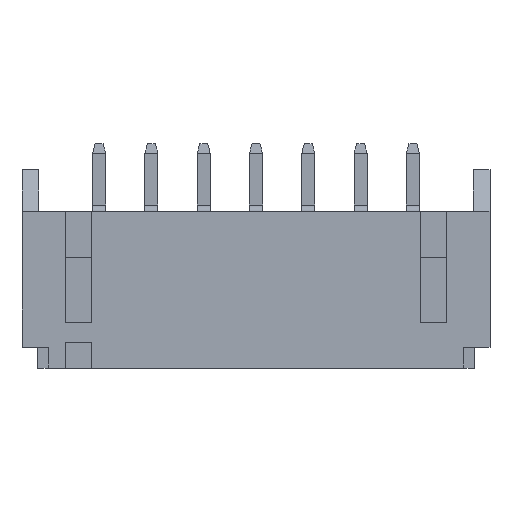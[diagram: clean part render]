
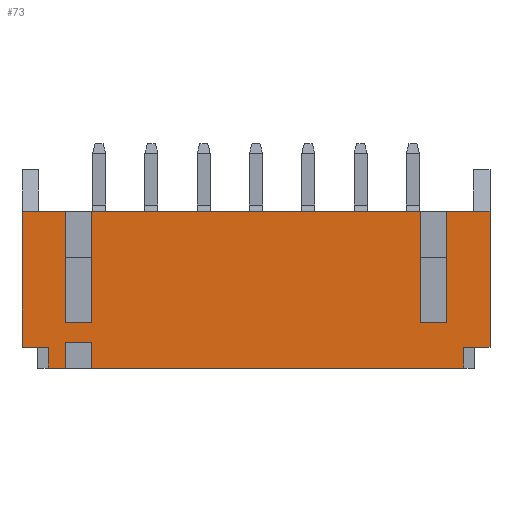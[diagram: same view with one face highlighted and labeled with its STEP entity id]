
A CAD part, top view. The second image highlights one B-rep face of the part: STEP entity #73.
In plain terms, the highlighted planar face has unit normal (0, 0, 1).
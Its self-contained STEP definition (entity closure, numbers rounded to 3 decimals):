
#73=ADVANCED_FACE('',(#2818),#2820,.T.);
#2818=FACE_BOUND('',#2819,.T.);
#2819=EDGE_LOOP('',(#4981,#4982,#4983,#4984,#4985,#4986,#4987,#4988,#4989,#4990,
#4991,#4992,#4993,#4994,#4995,#4996,#4997,#4998,#4999,#5000));
#2820=PLANE('',#2821);
#2821=AXIS2_PLACEMENT_3D('',#2822,#2823,#2824);
#2822=CARTESIAN_POINT('',(-1.,-6.,5.5));
#2823=DIRECTION('',(0.,0.,1.));
#2824=DIRECTION('',(1.,0.,0.));
#4981=ORIENTED_EDGE('',*,*,#6571,.T.);
#4982=ORIENTED_EDGE('',*,*,#6572,.T.);
#4983=ORIENTED_EDGE('',*,*,#6573,.T.);
#4984=ORIENTED_EDGE('',*,*,#6574,.T.);
#4985=ORIENTED_EDGE('',*,*,#6575,.T.);
#4986=ORIENTED_EDGE('',*,*,#6576,.F.);
#4987=ORIENTED_EDGE('',*,*,#6577,.T.);
#4988=ORIENTED_EDGE('',*,*,#6578,.T.);
#4989=ORIENTED_EDGE('',*,*,#6579,.T.);
#4990=ORIENTED_EDGE('',*,*,#6580,.F.);
#4991=ORIENTED_EDGE('',*,*,#6581,.T.);
#4992=ORIENTED_EDGE('',*,*,#6582,.T.);
#4993=ORIENTED_EDGE('',*,*,#6583,.T.);
#4994=ORIENTED_EDGE('',*,*,#6584,.F.);
#4995=ORIENTED_EDGE('',*,*,#6585,.F.);
#4996=ORIENTED_EDGE('',*,*,#6586,.T.);
#4997=ORIENTED_EDGE('',*,*,#6587,.T.);
#4998=ORIENTED_EDGE('',*,*,#6588,.T.);
#4999=ORIENTED_EDGE('',*,*,#6589,.T.);
#5000=ORIENTED_EDGE('',*,*,#6590,.T.);
#6571=EDGE_CURVE('',#7366,#7367,#7368,.F.);
#6572=EDGE_CURVE('',#7367,#7369,#7370,.T.);
#6573=EDGE_CURVE('',#7369,#7371,#7372,.F.);
#6574=EDGE_CURVE('',#7371,#7373,#7374,.T.);
#6575=EDGE_CURVE('',#7373,#7375,#7376,.T.);
#6576=EDGE_CURVE('',#7377,#7375,#7378,.T.);
#6577=EDGE_CURVE('',#7377,#7379,#7380,.T.);
#6578=EDGE_CURVE('',#7379,#7381,#7382,.T.);
#6579=EDGE_CURVE('',#7381,#7383,#7384,.T.);
#6580=EDGE_CURVE('',#7385,#7383,#7386,.T.);
#6581=EDGE_CURVE('',#7385,#7387,#7388,.F.);
#6582=EDGE_CURVE('',#7387,#7389,#7390,.F.);
#6583=EDGE_CURVE('',#7389,#7391,#7392,.F.);
#6584=EDGE_CURVE('',#7393,#7391,#7394,.T.);
#6585=EDGE_CURVE('',#7395,#7393,#7396,.T.);
#6586=EDGE_CURVE('',#7395,#7397,#7398,.F.);
#6587=EDGE_CURVE('',#7397,#7399,#7400,.T.);
#6588=EDGE_CURVE('',#7399,#7401,#7402,.T.);
#6589=EDGE_CURVE('',#7401,#7403,#7404,.F.);
#6590=EDGE_CURVE('',#7403,#7366,#7405,.F.);
#7366=VERTEX_POINT('',#8667);
#7367=VERTEX_POINT('',#8668);
#7368=LINE('',#8669,#8670);
#7369=VERTEX_POINT('',#8672);
#7370=LINE('',#8673,#8674);
#7371=VERTEX_POINT('',#8676);
#7372=LINE('',#8677,#8678);
#7373=VERTEX_POINT('',#8680);
#7374=LINE('',#8681,#8682);
#7375=VERTEX_POINT('',#8684);
#7376=LINE('',#8685,#8686);
#7377=VERTEX_POINT('',#8688);
#7378=LINE('',#8689,#8690);
#7379=VERTEX_POINT('',#8692);
#7380=LINE('',#8693,#8694);
#7381=VERTEX_POINT('',#8696);
#7382=LINE('',#8697,#8698);
#7383=VERTEX_POINT('',#8700);
#7384=LINE('',#8701,#8702);
#7385=VERTEX_POINT('',#8704);
#7386=LINE('',#8705,#8706);
#7387=VERTEX_POINT('',#8708);
#7388=LINE('',#8709,#8710);
#7389=VERTEX_POINT('',#8712);
#7390=LINE('',#8713,#8714);
#7391=VERTEX_POINT('',#8716);
#7392=LINE('',#8717,#8718);
#7393=VERTEX_POINT('',#8720);
#7394=LINE('',#8721,#8722);
#7395=VERTEX_POINT('',#8724);
#7396=LINE('',#8725,#8726);
#7397=VERTEX_POINT('',#8728);
#7398=LINE('',#8729,#8730);
#7399=VERTEX_POINT('',#8732);
#7400=LINE('',#8733,#8734);
#7401=VERTEX_POINT('',#8736);
#7402=LINE('',#8737,#8738);
#7403=VERTEX_POINT('',#8740);
#7404=LINE('',#8741,#8742);
#7405=LINE('',#8744,#8745);
#8667=CARTESIAN_POINT('',(-0.3,-5.,5.5));
#8668=CARTESIAN_POINT('',(-0.3,-6.,5.5));
#8669=CARTESIAN_POINT('',(-0.3,-6.,5.5));
#8670=VECTOR('',#8671,1.);
#8671=DIRECTION('',(0.,1.,0.));
#8672=CARTESIAN_POINT('',(13.95,-6.,5.5));
#8673=CARTESIAN_POINT('',(-0.3,-6.,5.5));
#8674=VECTOR('',#8675,1.);
#8675=DIRECTION('',(1.,0.,0.));
#8676=CARTESIAN_POINT('',(13.95,-5.2,5.5));
#8677=CARTESIAN_POINT('',(13.95,-5.2,5.5));
#8678=VECTOR('',#8679,1.);
#8679=DIRECTION('',(0.,-1.,0.));
#8680=CARTESIAN_POINT('',(14.95,-5.2,5.5));
#8681=CARTESIAN_POINT('',(13.95,-5.2,5.5));
#8682=VECTOR('',#8683,1.);
#8683=DIRECTION('',(1.,0.,0.));
#8684=CARTESIAN_POINT('',(14.95,0.,5.5));
#8685=CARTESIAN_POINT('',(14.95,-5.2,5.5));
#8686=VECTOR('',#8687,1.);
#8687=DIRECTION('',(0.,1.,0.));
#8688=CARTESIAN_POINT('',(13.3,0.,5.5));
#8689=CARTESIAN_POINT('',(13.3,0.,5.5));
#8690=VECTOR('',#8691,1.);
#8691=DIRECTION('',(1.,0.,0.));
#8692=CARTESIAN_POINT('',(13.3,-4.25,5.5));
#8693=CARTESIAN_POINT('',(13.3,0.,5.5));
#8694=VECTOR('',#8695,1.);
#8695=DIRECTION('',(0.,-1.,0.));
#8696=CARTESIAN_POINT('',(12.3,-4.25,5.5));
#8697=CARTESIAN_POINT('',(13.3,-4.25,5.5));
#8698=VECTOR('',#8699,1.);
#8699=DIRECTION('',(-1.,0.,0.));
#8700=CARTESIAN_POINT('',(12.3,0.,5.5));
#8701=CARTESIAN_POINT('',(12.3,-4.25,5.5));
#8702=VECTOR('',#8703,1.);
#8703=DIRECTION('',(0.,1.,0.));
#8704=CARTESIAN_POINT('',(-0.3,0.,5.5));
#8705=CARTESIAN_POINT('',(-0.3,0.,5.5));
#8706=VECTOR('',#8707,1.);
#8707=DIRECTION('',(1.,0.,0.));
#8708=CARTESIAN_POINT('',(-0.3,-4.25,5.5));
#8709=CARTESIAN_POINT('',(-0.3,-4.25,5.5));
#8710=VECTOR('',#8711,1.);
#8711=DIRECTION('',(0.,1.,0.));
#8712=CARTESIAN_POINT('',(-1.3,-4.25,5.5));
#8713=CARTESIAN_POINT('',(-1.3,-4.25,5.5));
#8714=VECTOR('',#8715,1.);
#8715=DIRECTION('',(1.,0.,0.));
#8716=CARTESIAN_POINT('',(-1.3,0.,5.5));
#8717=CARTESIAN_POINT('',(-1.3,0.,5.5));
#8718=VECTOR('',#8719,1.);
#8719=DIRECTION('',(0.,-1.,0.));
#8720=CARTESIAN_POINT('',(-2.95,0.,5.5));
#8721=CARTESIAN_POINT('',(-2.95,0.,5.5));
#8722=VECTOR('',#8723,1.);
#8723=DIRECTION('',(1.,0.,0.));
#8724=CARTESIAN_POINT('',(-2.95,-5.2,5.5));
#8725=CARTESIAN_POINT('',(-2.95,-5.2,5.5));
#8726=VECTOR('',#8727,1.);
#8727=DIRECTION('',(0.,1.,0.));
#8728=CARTESIAN_POINT('',(-1.95,-5.2,5.5));
#8729=CARTESIAN_POINT('',(-1.95,-5.2,5.5));
#8730=VECTOR('',#8731,1.);
#8731=DIRECTION('',(-1.,0.,0.));
#8732=CARTESIAN_POINT('',(-1.95,-6.,5.5));
#8733=CARTESIAN_POINT('',(-1.95,-5.2,5.5));
#8734=VECTOR('',#8735,1.);
#8735=DIRECTION('',(0.,-1.,0.));
#8736=CARTESIAN_POINT('',(-1.3,-6.,5.5));
#8737=CARTESIAN_POINT('',(-1.95,-6.,5.5));
#8738=VECTOR('',#8739,1.);
#8739=DIRECTION('',(1.,0.,0.));
#8740=CARTESIAN_POINT('',(-1.3,-5.,5.5));
#8741=CARTESIAN_POINT('',(-1.3,-5.,5.5));
#8742=VECTOR('',#8743,1.);
#8743=DIRECTION('',(0.,-1.,0.));
#8744=CARTESIAN_POINT('',(-0.3,-5.,5.5));
#8745=VECTOR('',#8746,1.);
#8746=DIRECTION('',(-1.,0.,0.));
